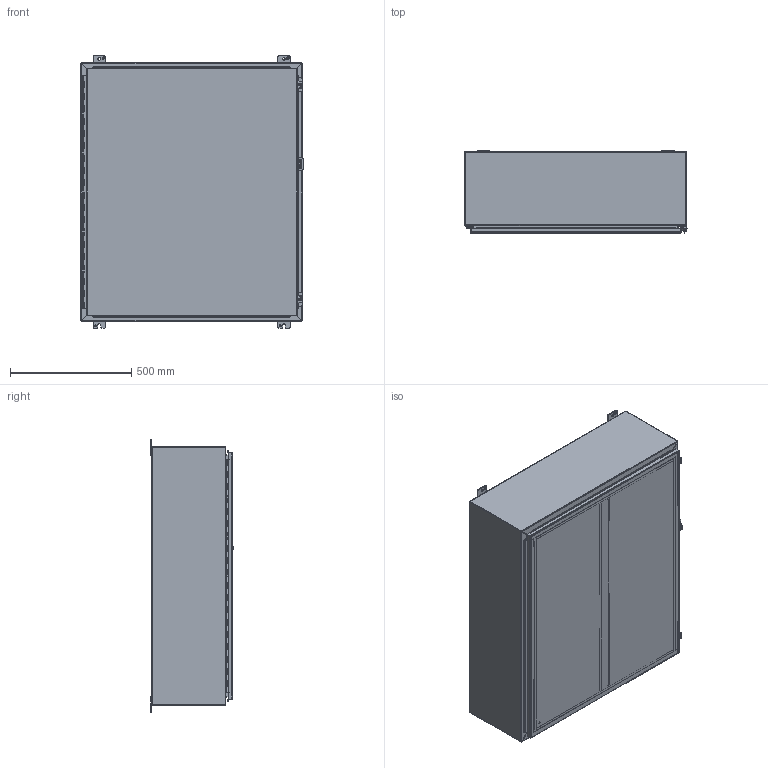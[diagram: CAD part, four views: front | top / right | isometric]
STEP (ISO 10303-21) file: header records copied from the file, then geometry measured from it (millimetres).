
FILE_DESCRIPTION (( 'STEP AP203' ), '1' );
FILE_NAME ('1418P12_Default.step', '2019-11-02T18:36:38', ( '' ), ( '' ), 'SwSTEP 2.0', 'SolidWorks 2019', '' );
FILE_SCHEMA (( 'CONFIG_CONTROL_DESIGN' ));
Length unit declared in the file: inch
Products named in the file (1): 1418P12_Default
Bounding box: 917.58 x 341.3 x 1123.95 mm (x, y, z)
Volume: 9350682.8 mm3; surface area: 9580542.4 mm2
Topology: 52 solids, 52 shells, 1548 faces, 4018 edges, 2612 vertices
Faces by surface type: plane 883, cylinder 556, bspline 90, cone 19
Entity records: 49711 total; most frequent: CARTESIAN_POINT 11362, ORIENTED_EDGE 8036, DIRECTION 7902, EDGE_CURVE 4018, VECTOR 2694, LINE 2694, VERTEX_POINT 2612, AXIS2_PLACEMENT_3D 2604
